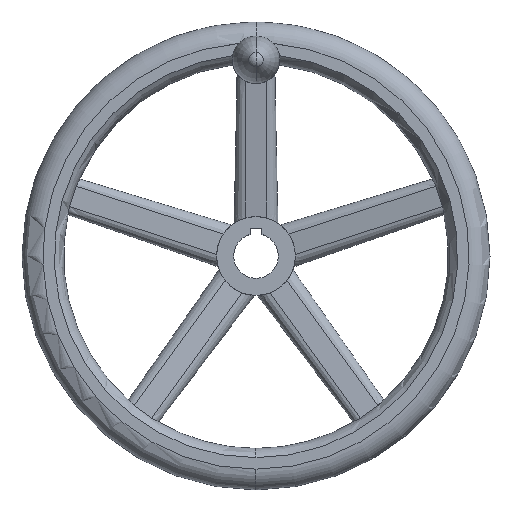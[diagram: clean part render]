
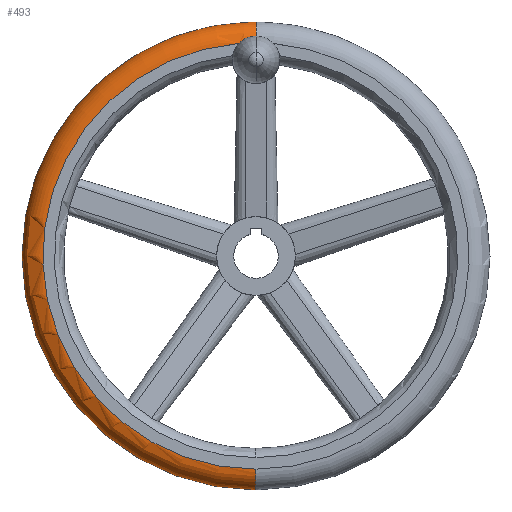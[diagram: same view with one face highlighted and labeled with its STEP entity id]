
A CAD part, top view. The second image highlights one B-rep face of the part: STEP entity #493.
In plain terms, the highlighted toroidal (fillet/blend) face has major radius 143.5 mm and minor radius 14 mm.
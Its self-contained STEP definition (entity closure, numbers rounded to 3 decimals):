
#355=EDGE_CURVE('',#713,#779,#1006,.T.);
#421=EDGE_CURVE('',#735,#829,#1079,.T.);
#493=ADVANCED_FACE('',(#1155),#1156,.T.);
#583=EDGE_CURVE('',#735,#713,#1252,.T.);
#593=VERTEX_POINT('',#1266);
#713=VERTEX_POINT('',#1402);
#735=VERTEX_POINT('',#1426);
#771=EDGE_CURVE('',#593,#829,#1465,.T.);
#779=VERTEX_POINT('',#1473);
#829=VERTEX_POINT('',#1528);
#859=EDGE_CURVE('',#593,#779,#1560,.T.);
#1006=CIRCLE('',#1714,143.5);
#1079=CIRCLE('',#1904,14.0);
#1155=FACE_OUTER_BOUND('',#2216,.T.);
#1156=TOROIDAL_SURFACE('',#2217,143.5,14.0);
#1252=CIRCLE('',#2535,143.5);
#1266=CARTESIAN_POINT('',(0.,157.5,42.0));
#1402=CARTESIAN_POINT('',(-11.589,143.031,56.));
#1426=CARTESIAN_POINT('',(0.,-143.5,56.0));
#1465=CIRCLE('',#3062,157.5);
#1473=CARTESIAN_POINT('',(0.,143.5,56.0));
#1528=CARTESIAN_POINT('',(0.,-157.5,42.0));
#1560=CIRCLE('',#3285,14.0);
#1714=AXIS2_PLACEMENT_3D('',#3708,#3709,#3710);
#1904=AXIS2_PLACEMENT_3D('',#3789,#3790,#3791);
#2216=EDGE_LOOP('',(#3859,#3860,#3861,#3862,#3863));
#2217=AXIS2_PLACEMENT_3D('',#3864,#3865,#3866);
#2535=AXIS2_PLACEMENT_3D('',#3977,#3978,#3979);
#3062=AXIS2_PLACEMENT_3D('',#4248,#4249,#4250);
#3285=AXIS2_PLACEMENT_3D('',#4347,#4348,#4349);
#3708=CARTESIAN_POINT('',(0.,0.,56.0));
#3709=DIRECTION('',(0.,0.,-1.0));
#3710=DIRECTION('',(0.,1.0,0.));
#3789=CARTESIAN_POINT('',(0.,-143.5,42.0));
#3790=DIRECTION('',(1.0,0.,0.));
#3791=DIRECTION('',(0.,-1.0,0.));
#3859=ORIENTED_EDGE('',*,*,#771,.T.);
#3860=ORIENTED_EDGE('',*,*,#421,.F.);
#3861=ORIENTED_EDGE('',*,*,#583,.T.);
#3862=ORIENTED_EDGE('',*,*,#355,.T.);
#3863=ORIENTED_EDGE('',*,*,#859,.F.);
#3864=CARTESIAN_POINT('',(0.,0.,42.0));
#3865=DIRECTION('',(0.,0.,1.0));
#3866=DIRECTION('',(0.,1.0,0.0));
#3977=CARTESIAN_POINT('',(0.,0.,56.0));
#3978=DIRECTION('',(0.,0.,-1.0));
#3979=DIRECTION('',(0.,1.0,0.));
#4248=CARTESIAN_POINT('',(0.,0.,42.0));
#4249=DIRECTION('',(0.,0.,1.0));
#4250=DIRECTION('',(1.0,0.0,0.));
#4347=CARTESIAN_POINT('',(0.,143.5,42.0));
#4348=DIRECTION('',(1.0,0.,0.));
#4349=DIRECTION('',(0.,1.0,0.));
